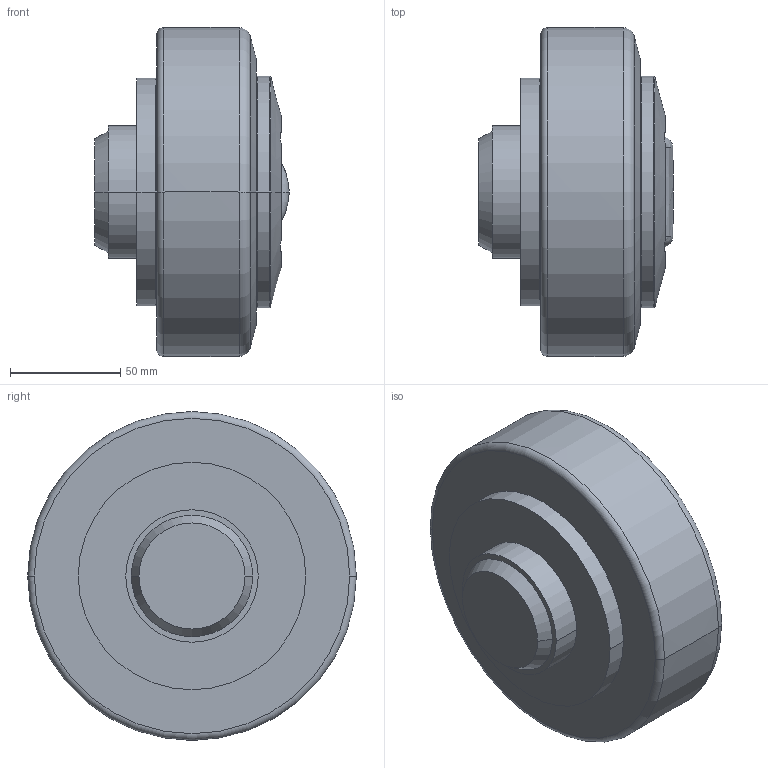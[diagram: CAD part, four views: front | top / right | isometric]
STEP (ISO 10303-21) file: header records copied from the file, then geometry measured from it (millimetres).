
FILE_DESCRIPTION(('STEP AP203'),'1');
FILE_NAME('4_080.stp','2025-10-31T10:49:05',('TraceParts'),('TraceParts S.A.S.'),'Spatial InterOp 3D',' ',' ');
FILE_SCHEMA(('CONFIG_CONTROL_DESIGN'));
Length unit declared in the file: millimetre
Products named in the file (1): 1
Bounding box: 88 x 148.98 x 148.98 mm (x, y, z)
Volume: 973177.6 mm3; surface area: 65900.9 mm2
Topology: 1 solids, 1 shells, 57 faces, 132 edges, 84 vertices
Faces by surface type: plane 18, torus 16, cylinder 14, cone 6, bspline 3
Entity records: 1865 total; most frequent: CARTESIAN_POINT 517, DIRECTION 288, ORIENTED_EDGE 264, EDGE_CURVE 132, AXIS2_PLACEMENT_3D 127, VERTEX_POINT 84, CIRCLE 72, EDGE_LOOP 64
